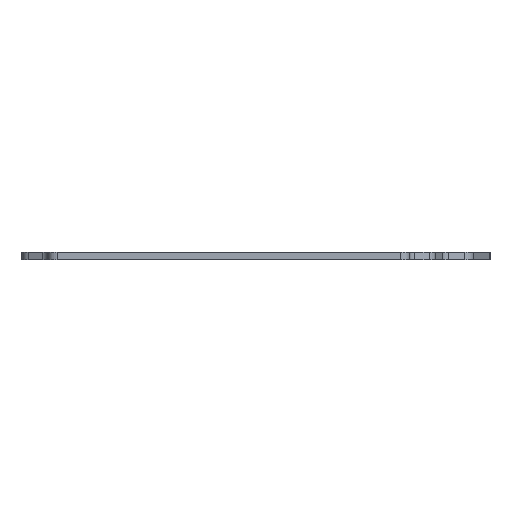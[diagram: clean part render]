
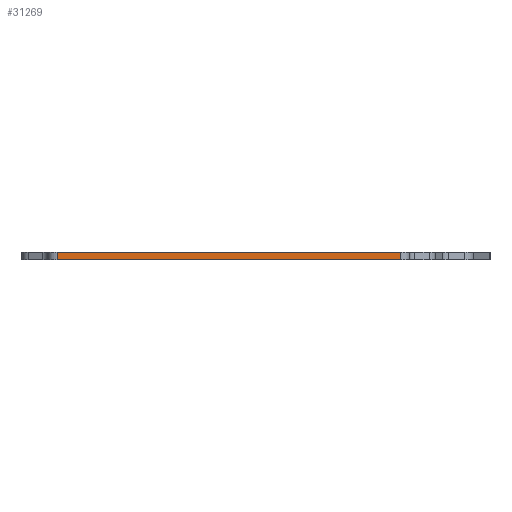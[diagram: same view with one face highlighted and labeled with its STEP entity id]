
A CAD part, left-side view. The second image highlights one B-rep face of the part: STEP entity #31269.
In plain terms, the highlighted planar face has unit normal (-1, 0, 0).
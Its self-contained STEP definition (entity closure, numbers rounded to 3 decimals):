
#84 = PLANE('',#85);
#85 = AXIS2_PLACEMENT_3D('',#86,#87,#88);
#86 = CARTESIAN_POINT('',(160.78,-51.556,1.6));
#87 = DIRECTION('',(-0.,-0.,-1.));
#88 = DIRECTION('',(-1.,0.,0.));
#143 = PLANE('',#144);
#144 = AXIS2_PLACEMENT_3D('',#145,#146,#147);
#145 = CARTESIAN_POINT('',(160.78,-51.556,0.));
#146 = DIRECTION('',(-0.,-0.,-1.));
#147 = DIRECTION('',(-1.,0.,0.));
#495 = VERTEX_POINT('',#496);
#496 = CARTESIAN_POINT('',(4.301,-84.205,0.));
#515 = CYLINDRICAL_SURFACE('',#516,2.);
#516 = AXIS2_PLACEMENT_3D('',#517,#518,#519);
#517 = CARTESIAN_POINT('',(6.301,-84.205,0.));
#518 = DIRECTION('',(-0.,-0.,-1.));
#519 = DIRECTION('',(1.,0.,-0.));
#527 = EDGE_CURVE('',#495,#528,#530,.T.);
#528 = VERTEX_POINT('',#529);
#529 = CARTESIAN_POINT('',(4.301,-11.055,0.));
#530 = SURFACE_CURVE('',#531,(#535,#542),.PCURVE_S1.);
#531 = LINE('',#532,#533);
#532 = CARTESIAN_POINT('',(4.301,-84.205,0.));
#533 = VECTOR('',#534,1.);
#534 = DIRECTION('',(0.,1.,0.));
#535 = PCURVE('',#143,#536);
#536 = DEFINITIONAL_REPRESENTATION('',(#537),#541);
#537 = LINE('',#538,#539);
#538 = CARTESIAN_POINT('',(156.479,-32.649));
#539 = VECTOR('',#540,1.);
#540 = DIRECTION('',(0.,1.));
#541 = ( GEOMETRIC_REPRESENTATION_CONTEXT(2) 
PARAMETRIC_REPRESENTATION_CONTEXT() REPRESENTATION_CONTEXT('2D SPACE',''
  ) );
#542 = PCURVE('',#543,#548);
#543 = PLANE('',#544);
#544 = AXIS2_PLACEMENT_3D('',#545,#546,#547);
#545 = CARTESIAN_POINT('',(4.301,-84.205,0.));
#546 = DIRECTION('',(-1.,0.,0.));
#547 = DIRECTION('',(0.,1.,0.));
#548 = DEFINITIONAL_REPRESENTATION('',(#549),#553);
#549 = LINE('',#550,#551);
#550 = CARTESIAN_POINT('',(0.,0.));
#551 = VECTOR('',#552,1.);
#552 = DIRECTION('',(1.,0.));
#553 = ( GEOMETRIC_REPRESENTATION_CONTEXT(2) 
PARAMETRIC_REPRESENTATION_CONTEXT() REPRESENTATION_CONTEXT('2D SPACE',''
  ) );
#576 = CYLINDRICAL_SURFACE('',#577,2.);
#577 = AXIS2_PLACEMENT_3D('',#578,#579,#580);
#578 = CARTESIAN_POINT('',(6.301,-11.055,0.));
#579 = DIRECTION('',(-0.,-0.,-1.));
#580 = DIRECTION('',(1.,0.,-0.));
#16947 = VERTEX_POINT('',#16948);
#16948 = CARTESIAN_POINT('',(4.301,-84.205,1.6));
#16974 = EDGE_CURVE('',#16947,#16975,#16977,.T.);
#16975 = VERTEX_POINT('',#16976);
#16976 = CARTESIAN_POINT('',(4.301,-11.055,1.6));
#16977 = SURFACE_CURVE('',#16978,(#16982,#16989),.PCURVE_S1.);
#16978 = LINE('',#16979,#16980);
#16979 = CARTESIAN_POINT('',(4.301,-84.205,1.6));
#16980 = VECTOR('',#16981,1.);
#16981 = DIRECTION('',(0.,1.,0.));
#16982 = PCURVE('',#84,#16983);
#16983 = DEFINITIONAL_REPRESENTATION('',(#16984),#16988);
#16984 = LINE('',#16985,#16986);
#16985 = CARTESIAN_POINT('',(156.479,-32.649));
#16986 = VECTOR('',#16987,1.);
#16987 = DIRECTION('',(0.,1.));
#16988 = ( GEOMETRIC_REPRESENTATION_CONTEXT(2) 
PARAMETRIC_REPRESENTATION_CONTEXT() REPRESENTATION_CONTEXT('2D SPACE',''
  ) );
#16989 = PCURVE('',#543,#16990);
#16990 = DEFINITIONAL_REPRESENTATION('',(#16991),#16995);
#16991 = LINE('',#16992,#16993);
#16992 = CARTESIAN_POINT('',(0.,-1.6));
#16993 = VECTOR('',#16994,1.);
#16994 = DIRECTION('',(1.,0.));
#16995 = ( GEOMETRIC_REPRESENTATION_CONTEXT(2) 
PARAMETRIC_REPRESENTATION_CONTEXT() REPRESENTATION_CONTEXT('2D SPACE',''
  ) );
#31219 = EDGE_CURVE('',#495,#16947,#31220,.T.);
#31220 = SURFACE_CURVE('',#31221,(#31225,#31232),.PCURVE_S1.);
#31221 = LINE('',#31222,#31223);
#31222 = CARTESIAN_POINT('',(4.301,-84.205,0.));
#31223 = VECTOR('',#31224,1.);
#31224 = DIRECTION('',(0.,0.,1.));
#31225 = PCURVE('',#515,#31226);
#31226 = DEFINITIONAL_REPRESENTATION('',(#31227),#31231);
#31227 = LINE('',#31228,#31229);
#31228 = CARTESIAN_POINT('',(-3.142,0.));
#31229 = VECTOR('',#31230,1.);
#31230 = DIRECTION('',(-0.,-1.));
#31231 = ( GEOMETRIC_REPRESENTATION_CONTEXT(2) 
PARAMETRIC_REPRESENTATION_CONTEXT() REPRESENTATION_CONTEXT('2D SPACE',''
  ) );
#31232 = PCURVE('',#543,#31233);
#31233 = DEFINITIONAL_REPRESENTATION('',(#31234),#31238);
#31234 = LINE('',#31235,#31236);
#31235 = CARTESIAN_POINT('',(0.,0.));
#31236 = VECTOR('',#31237,1.);
#31237 = DIRECTION('',(0.,-1.));
#31238 = ( GEOMETRIC_REPRESENTATION_CONTEXT(2) 
PARAMETRIC_REPRESENTATION_CONTEXT() REPRESENTATION_CONTEXT('2D SPACE',''
  ) );
#31269 = ADVANCED_FACE('',(#31270),#543,.T.);
#31270 = FACE_BOUND('',#31271,.T.);
#31271 = EDGE_LOOP('',(#31272,#31273,#31274,#31295));
#31272 = ORIENTED_EDGE('',*,*,#31219,.T.);
#31273 = ORIENTED_EDGE('',*,*,#16974,.T.);
#31274 = ORIENTED_EDGE('',*,*,#31275,.F.);
#31275 = EDGE_CURVE('',#528,#16975,#31276,.T.);
#31276 = SURFACE_CURVE('',#31277,(#31281,#31288),.PCURVE_S1.);
#31277 = LINE('',#31278,#31279);
#31278 = CARTESIAN_POINT('',(4.301,-11.055,0.));
#31279 = VECTOR('',#31280,1.);
#31280 = DIRECTION('',(0.,0.,1.));
#31281 = PCURVE('',#543,#31282);
#31282 = DEFINITIONAL_REPRESENTATION('',(#31283),#31287);
#31283 = LINE('',#31284,#31285);
#31284 = CARTESIAN_POINT('',(73.15,0.));
#31285 = VECTOR('',#31286,1.);
#31286 = DIRECTION('',(0.,-1.));
#31287 = ( GEOMETRIC_REPRESENTATION_CONTEXT(2) 
PARAMETRIC_REPRESENTATION_CONTEXT() REPRESENTATION_CONTEXT('2D SPACE',''
  ) );
#31288 = PCURVE('',#576,#31289);
#31289 = DEFINITIONAL_REPRESENTATION('',(#31290),#31294);
#31290 = LINE('',#31291,#31292);
#31291 = CARTESIAN_POINT('',(-3.142,0.));
#31292 = VECTOR('',#31293,1.);
#31293 = DIRECTION('',(-0.,-1.));
#31294 = ( GEOMETRIC_REPRESENTATION_CONTEXT(2) 
PARAMETRIC_REPRESENTATION_CONTEXT() REPRESENTATION_CONTEXT('2D SPACE',''
  ) );
#31295 = ORIENTED_EDGE('',*,*,#527,.F.);
